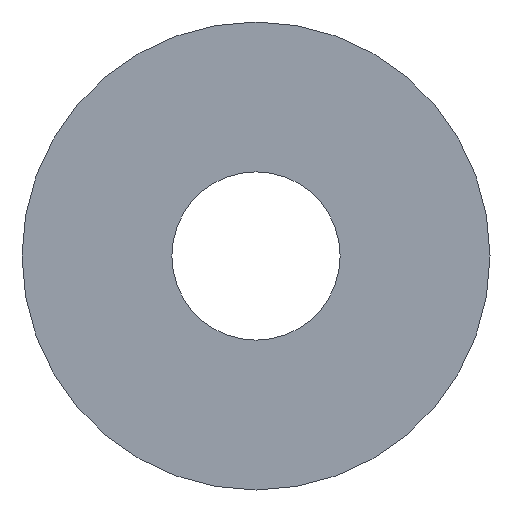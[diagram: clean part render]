
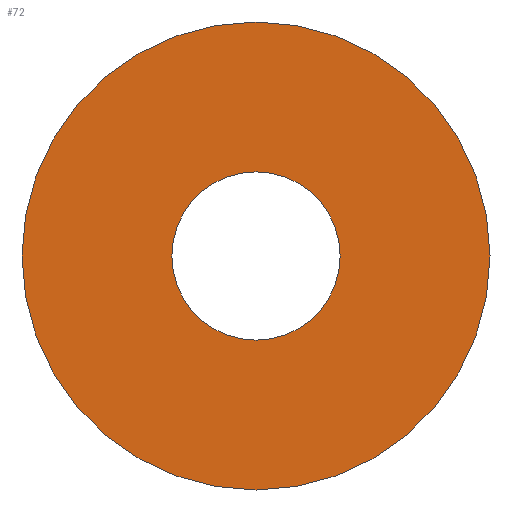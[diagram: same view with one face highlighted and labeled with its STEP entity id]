
A CAD part, front view. The second image highlights one B-rep face of the part: STEP entity #72.
In plain terms, the highlighted planar face has unit normal (0, -1, 0).
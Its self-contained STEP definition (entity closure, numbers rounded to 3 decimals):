
#3 = DIRECTION ( 'NONE',  ( 0., 1., 0. ) ) ;
#5 = ORIENTED_EDGE ( 'NONE', *, *, #98, .T. ) ;
#12 = ORIENTED_EDGE ( 'NONE', *, *, #56, .F. ) ;
#19 = DIRECTION ( 'NONE',  ( 0., 1., 0. ) ) ;
#21 = CARTESIAN_POINT ( 'NONE',  ( 0., 0., 0. ) ) ;
#23 = CARTESIAN_POINT ( 'NONE',  ( 0., 0., 0. ) ) ;
#24 = PLANE ( 'NONE',  #50 ) ;
#29 = CARTESIAN_POINT ( 'NONE',  ( 0., 0., -16.85 ) ) ;
#34 = CIRCLE ( 'NONE', #145, 46.85 ) ;
#38 = CARTESIAN_POINT ( 'NONE',  ( 0., 0., 0. ) ) ;
#39 = CIRCLE ( 'NONE', #169, 16.85 ) ;
#41 = FACE_OUTER_BOUND ( 'NONE', #74, .T. ) ;
#44 = DIRECTION ( 'NONE',  ( 0., 1., 0. ) ) ;
#50 = AXIS2_PLACEMENT_3D ( 'NONE', #180, #3, #78 ) ;
#56 = EDGE_CURVE ( 'NONE', #143, #93, #34, .T. ) ;
#57 = VERTEX_POINT ( 'NONE', #29 ) ;
#58 = AXIS2_PLACEMENT_3D ( 'NONE', #137, #44, #158 ) ;
#62 = DIRECTION ( 'NONE',  ( 0., 1., 0. ) ) ;
#72 = ADVANCED_FACE ( 'NONE', ( #41, #179 ), #24, .F. ) ;
#74 = EDGE_LOOP ( 'NONE', ( #212, #12 ) ) ;
#78 = DIRECTION ( 'NONE',  ( 0., 0., 1. ) ) ;
#80 = DIRECTION ( 'NONE',  ( 0., 0., 1. ) ) ;
#92 = EDGE_CURVE ( 'NONE', #108, #57, #39, .T. ) ;
#93 = VERTEX_POINT ( 'NONE', #157 ) ;
#97 = CARTESIAN_POINT ( 'NONE',  ( 0., 0., 46.85 ) ) ;
#98 = EDGE_CURVE ( 'NONE', #57, #108, #178, .T. ) ;
#108 = VERTEX_POINT ( 'NONE', #230 ) ;
#114 = DIRECTION ( 'NONE',  ( 0., 0., 1. ) ) ;
#125 = ORIENTED_EDGE ( 'NONE', *, *, #92, .T. ) ;
#137 = CARTESIAN_POINT ( 'NONE',  ( 0., 0., 0. ) ) ;
#143 = VERTEX_POINT ( 'NONE', #97 ) ;
#145 = AXIS2_PLACEMENT_3D ( 'NONE', #38, #19, #114 ) ;
#154 = DIRECTION ( 'NONE',  ( 0., 0., 1. ) ) ;
#157 = CARTESIAN_POINT ( 'NONE',  ( 0., 0., -46.85 ) ) ;
#158 = DIRECTION ( 'NONE',  ( 0., 0., 1. ) ) ;
#168 = CIRCLE ( 'NONE', #58, 46.85 ) ;
#169 = AXIS2_PLACEMENT_3D ( 'NONE', #23, #62, #80 ) ;
#178 = CIRCLE ( 'NONE', #182, 16.85 ) ;
#179 = FACE_BOUND ( 'NONE', #211, .T. ) ;
#180 = CARTESIAN_POINT ( 'NONE',  ( 0., 0., 0. ) ) ;
#182 = AXIS2_PLACEMENT_3D ( 'NONE', #21, #198, #154 ) ;
#198 = DIRECTION ( 'NONE',  ( 0., 1., 0. ) ) ;
#211 = EDGE_LOOP ( 'NONE', ( #5, #125 ) ) ;
#212 = ORIENTED_EDGE ( 'NONE', *, *, #225, .F. ) ;
#225 = EDGE_CURVE ( 'NONE', #93, #143, #168, .T. ) ;
#230 = CARTESIAN_POINT ( 'NONE',  ( 0., 0., 16.85 ) ) ;
